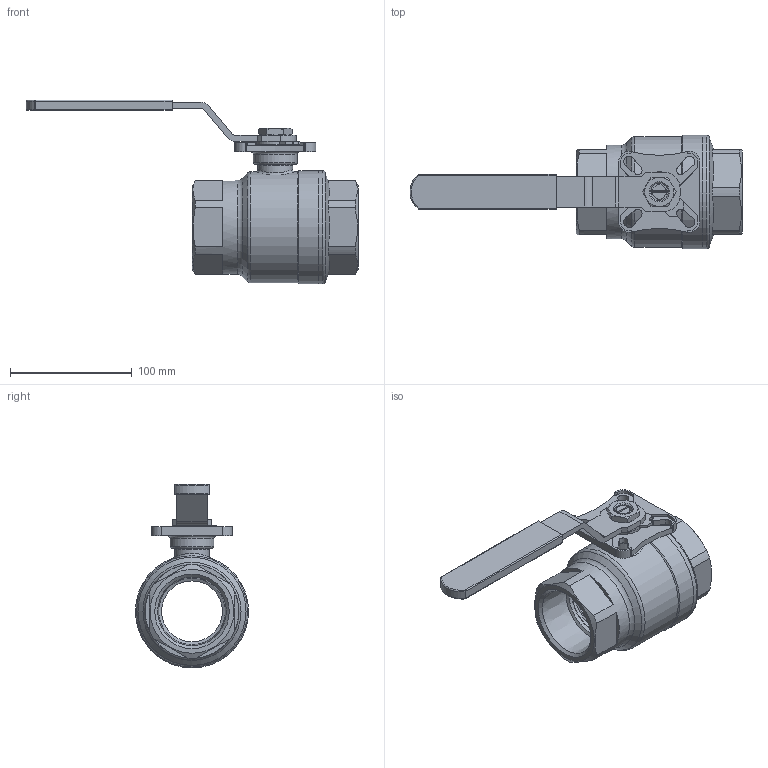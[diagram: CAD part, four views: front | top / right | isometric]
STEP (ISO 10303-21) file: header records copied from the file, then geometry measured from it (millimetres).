
FILE_DESCRIPTION(('STEP AP214'),'1');
FILE_NAME('2.stp','2023-12-06T03:26:18',(' '),(' '),'Spatial InterOp 3D',' ',' ');
FILE_SCHEMA(('AUTOMOTIVE_DESIGN { 1 0 10303 214 1 1 1 1 }'));
Length unit declared in the file: millimetre
Products named in the file (15): 2PC_____ 2; body; cap; stem; TLV中口; 填料压环; 碟簧; 非标螺母; 防松垫片; 定位片; 手柄; 止推垫圈; 手柄套
Assembly tree (14 placements, depth 2):
  2PC_____ 2
    body
    cap
    stem
    TLV中口
    填料压环
    碟簧
    碟簧
    非标螺母
    防松垫片
    定位片
    手柄
    非标螺母
    止推垫圈
    手柄套
Bounding box: 272.64 x 93 x 151.07 mm (x, y, z)
Volume: 342329.8 mm3; surface area: 143311.1 mm2
Topology: 16 solids, 16 shells, 387 faces, 935 edges, 584 vertices
Faces by surface type: plane 167, cylinder 107, cone 82, torus 24, sphere 6, bspline 1
Full cylindrical faces by diameter (mm): 14.5 x2, 16.3 x2, 17 x4, 17.2 x1, 17.3 x1, 21.3 x1, 21.5 x6, 21.7 x1, 27.5 x2, 28.5 x1, 29.5 x1, 33 x1, 36 x1, 50 x2, 70 x2, 74 x1, 77 x1, 81.5 x1, 82 x1, 84 x1, 84.3 x1, 88.5 x1, 91.1 x1, 93 x2
Entity records: 15577 total; most frequent: CARTESIAN_POINT 3532, DIRECTION 1862, ORIENTED_EDGE 1630, EDGE_CURVE 815, AXIS2_PLACEMENT_3D 739, VERTEX_POINT 575, EDGE_LOOP 542, FACE_OUTER_BOUND 448
